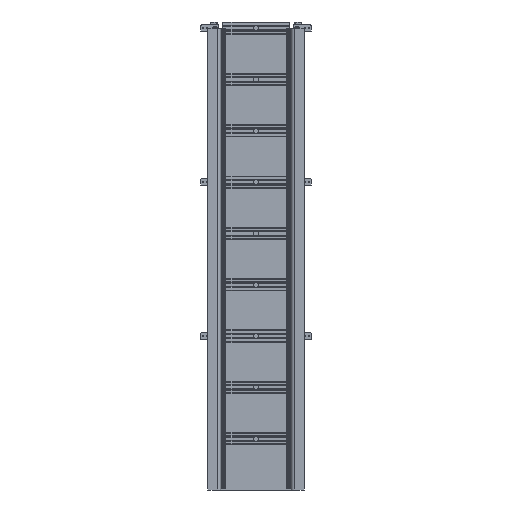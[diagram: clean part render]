
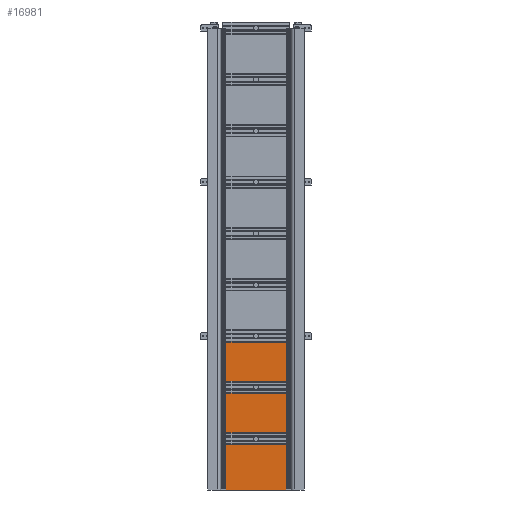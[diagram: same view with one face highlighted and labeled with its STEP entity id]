
A CAD part, front view. The second image highlights one B-rep face of the part: STEP entity #16981.
In plain terms, the highlighted planar face has unit normal (0, -1, 0).
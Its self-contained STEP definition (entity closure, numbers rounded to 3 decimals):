
#16902=DIRECTION('',(1.,0.,0.));
#16903=VECTOR('',#16902,369.5);
#16904=CARTESIAN_POINT('',(-184.75,0.,400.));
#16905=LINE('',#16904,#16903);
#16906=DIRECTION('',(0.,0.,-1.));
#16907=VECTOR('',#16906,800.);
#16908=CARTESIAN_POINT('',(184.75,0.,400.));
#16909=LINE('',#16908,#16907);
#16910=DIRECTION('',(-1.,0.,0.));
#16911=VECTOR('',#16910,369.5);
#16912=CARTESIAN_POINT('',(184.75,0.,-400.));
#16913=LINE('',#16912,#16911);
#16914=DIRECTION('',(0.,0.,1.));
#16915=VECTOR('',#16914,800.);
#16916=CARTESIAN_POINT('',(-184.75,0.,-400.));
#16917=LINE('',#16916,#16915);
#16950=CARTESIAN_POINT('',(-184.75,0.,400.));
#16951=CARTESIAN_POINT('',(184.75,0.,400.));
#16952=VERTEX_POINT('',#16950);
#16953=VERTEX_POINT('',#16951);
#16954=CARTESIAN_POINT('',(184.75,0.,-400.));
#16955=VERTEX_POINT('',#16954);
#16956=CARTESIAN_POINT('',(-184.75,0.,-400.));
#16957=VERTEX_POINT('',#16956);
#16966=CARTESIAN_POINT('',(0.,0.,0.));
#16967=DIRECTION('',(0.,1.,0.));
#16968=DIRECTION('',(1.,0.,0.));
#16969=AXIS2_PLACEMENT_3D('',#16966,#16967,#16968);
#16970=PLANE('',#16969);
#16972=ORIENTED_EDGE('',*,*,#16971,.T.);
#16974=ORIENTED_EDGE('',*,*,#16973,.T.);
#16976=ORIENTED_EDGE('',*,*,#16975,.T.);
#16978=ORIENTED_EDGE('',*,*,#16977,.T.);
#16979=EDGE_LOOP('',(#16972,#16974,#16976,#16978));
#16980=FACE_OUTER_BOUND('',#16979,.F.);
#16971=EDGE_CURVE('',#16952,#16953,#16905,.T.);
#16973=EDGE_CURVE('',#16953,#16955,#16909,.T.);
#16975=EDGE_CURVE('',#16955,#16957,#16913,.T.);
#16977=EDGE_CURVE('',#16957,#16952,#16917,.T.);
#16981=ADVANCED_FACE('',(#16980),#16970,.F.);
